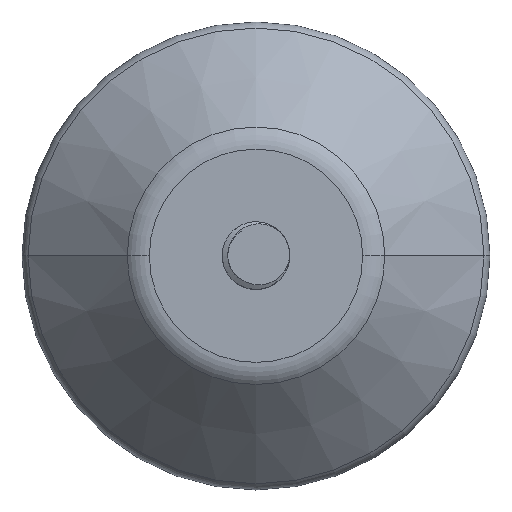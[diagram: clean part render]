
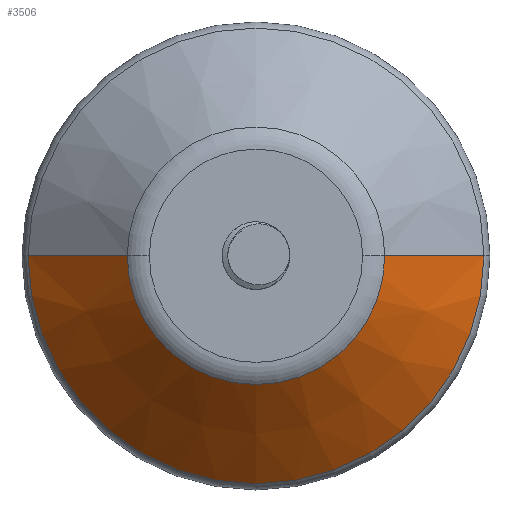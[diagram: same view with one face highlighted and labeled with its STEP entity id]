
A CAD part, top view. The second image highlights one B-rep face of the part: STEP entity #3506.
In plain terms, the highlighted conical face has half-angle 45 degrees and reference radius 11.5 mm.
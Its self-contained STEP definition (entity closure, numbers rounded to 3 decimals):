
#35 = ORIENTED_EDGE ( 'NONE', *, *, #2321, .T. ) ;
#78 = AXIS2_PLACEMENT_3D ( 'NONE', #611, #2332, #3431 ) ;
#107 = DIRECTION ( 'NONE',  ( 0., 0., -1. ) ) ;
#214 = CARTESIAN_POINT ( 'NONE',  ( 0., 0., 12.121 ) ) ;
#420 = EDGE_CURVE ( 'NONE', #1334, #3501, #3421, .T. ) ;
#440 = EDGE_CURVE ( 'NONE', #1334, #2740, #2050, .T. ) ;
#611 = CARTESIAN_POINT ( 'NONE',  ( 0., 0., 2.586 ) ) ;
#647 = CARTESIAN_POINT ( 'NONE',  ( 0., 0., 13. ) ) ;
#659 = VECTOR ( 'NONE', #2075, 1000. ) ;
#748 = DIRECTION ( 'NONE',  ( 0., 0., -1. ) ) ;
#750 = CARTESIAN_POINT ( 'NONE',  ( 12.379, 0., 12.121 ) ) ;
#878 = VECTOR ( 'NONE', #3472, 1000. ) ;
#1070 = EDGE_LOOP ( 'NONE', ( #2504, #1267, #35, #3120 ) ) ;
#1200 = CARTESIAN_POINT ( 'NONE',  ( -11.5, 0., 13. ) ) ;
#1267 = ORIENTED_EDGE ( 'NONE', *, *, #440, .T. ) ;
#1334 = VERTEX_POINT ( 'NONE', #750 ) ;
#1441 = CONICAL_SURFACE ( 'NONE', #1882, 11.5, 0.785 ) ;
#1557 = CARTESIAN_POINT ( 'NONE',  ( 11.5, 0., 13. ) ) ;
#1800 = CARTESIAN_POINT ( 'NONE',  ( 21.914, 0., 2.586 ) ) ;
#1882 = AXIS2_PLACEMENT_3D ( 'NONE', #647, #107, #2630 ) ;
#2006 = CARTESIAN_POINT ( 'NONE',  ( -12.379, 0., 12.121 ) ) ;
#2050 = CIRCLE ( 'NONE', #3363, 12.379 ) ;
#2075 = DIRECTION ( 'NONE',  ( -0.707, 0., -0.707 ) ) ;
#2321 = EDGE_CURVE ( 'NONE', #2740, #3014, #2798, .T. ) ;
#2332 = DIRECTION ( 'NONE',  ( 0., 0., 1. ) ) ;
#2504 = ORIENTED_EDGE ( 'NONE', *, *, #420, .F. ) ;
#2618 = DIRECTION ( 'NONE',  ( 1., 0., 0. ) ) ;
#2630 = DIRECTION ( 'NONE',  ( -1., 0., 0. ) ) ;
#2740 = VERTEX_POINT ( 'NONE', #2006 ) ;
#2798 = LINE ( 'NONE', #1200, #659 ) ;
#2844 = CIRCLE ( 'NONE', #78, 21.914 ) ;
#2867 = CARTESIAN_POINT ( 'NONE',  ( -21.914, 0., 2.586 ) ) ;
#2877 = FACE_OUTER_BOUND ( 'NONE', #1070, .T. ) ;
#3014 = VERTEX_POINT ( 'NONE', #2867 ) ;
#3120 = ORIENTED_EDGE ( 'NONE', *, *, #3323, .T. ) ;
#3323 = EDGE_CURVE ( 'NONE', #3014, #3501, #2844, .T. ) ;
#3363 = AXIS2_PLACEMENT_3D ( 'NONE', #214, #748, #2618 ) ;
#3421 = LINE ( 'NONE', #1557, #878 ) ;
#3431 = DIRECTION ( 'NONE',  ( -1., 0., 0. ) ) ;
#3472 = DIRECTION ( 'NONE',  ( 0.707, 0., -0.707 ) ) ;
#3501 = VERTEX_POINT ( 'NONE', #1800 ) ;
#3506 = ADVANCED_FACE ( 'NONE', ( #2877 ), #1441, .T. ) ;
